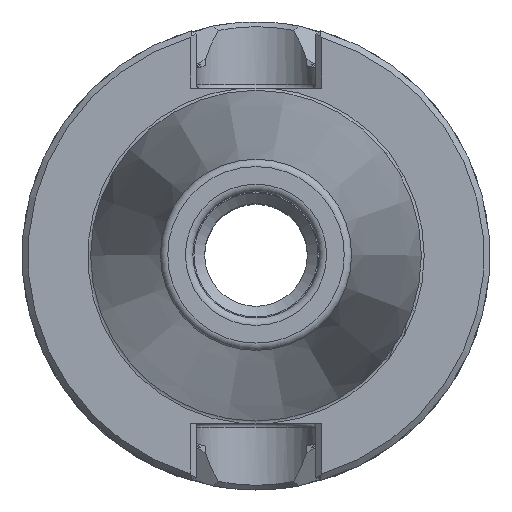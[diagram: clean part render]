
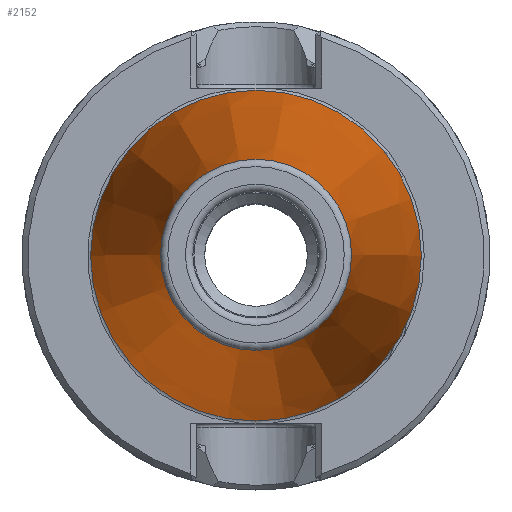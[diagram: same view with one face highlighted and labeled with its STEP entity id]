
A CAD part, top view. The second image highlights one B-rep face of the part: STEP entity #2152.
In plain terms, the highlighted conical face has half-angle 8.297 degrees and reference radius 12.871 mm.
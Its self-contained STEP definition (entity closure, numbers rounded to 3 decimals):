
#280=CONICAL_SURFACE('',#2296,12.871,0.145);
#365=ORIENTED_EDGE('',*,*,#726,.T.);
#366=ORIENTED_EDGE('',*,*,#725,.F.);
#725=EDGE_CURVE('',#924,#924,#1067,.T.);
#726=EDGE_CURVE('',#925,#925,#1068,.T.);
#924=VERTEX_POINT('',#2962);
#925=VERTEX_POINT('',#2965);
#1067=CIRCLE('',#2295,12.871);
#1068=CIRCLE('',#2297,22.268);
#1178=EDGE_LOOP('',(#365));
#1179=EDGE_LOOP('',(#366));
#1322=FACE_BOUND('',#1178,.T.);
#1323=FACE_BOUND('',#1179,.T.);
#2152=ADVANCED_FACE('',(#1322,#1323),#280,.T.);
#2295=AXIS2_PLACEMENT_3D('',#2961,#2560,#2561);
#2296=AXIS2_PLACEMENT_3D('',#2963,#2562,#2563);
#2297=AXIS2_PLACEMENT_3D('',#2964,#2564,#2565);
#2560=DIRECTION('',(0.,0.,1.));
#2561=DIRECTION('',(1.,0.,0.));
#2562=DIRECTION('',(0.,0.,-1.));
#2563=DIRECTION('',(-1.,0.,0.));
#2564=DIRECTION('',(0.,0.,1.));
#2565=DIRECTION('',(1.,0.,0.));
#2961=CARTESIAN_POINT('',(0.,0.,64.544));
#2962=CARTESIAN_POINT('',(12.871,0.,64.544));
#2963=CARTESIAN_POINT('',(0.,0.,64.544));
#2964=CARTESIAN_POINT('',(0.,0.,0.106));
#2965=CARTESIAN_POINT('',(22.268,0.,0.106));
